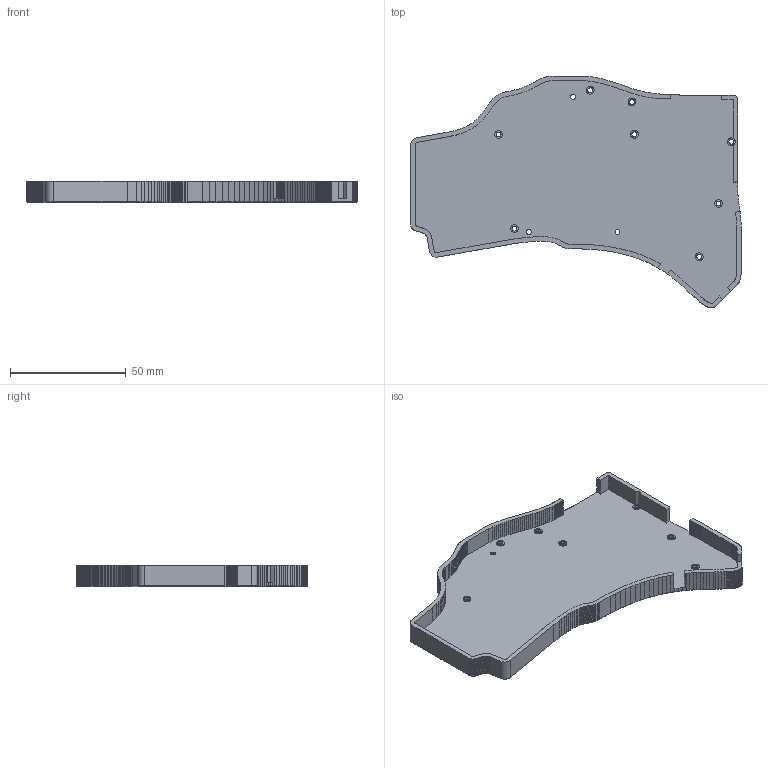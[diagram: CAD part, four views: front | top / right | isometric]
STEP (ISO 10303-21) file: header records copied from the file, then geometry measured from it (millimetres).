
FILE_DESCRIPTION(/* description */ (''),/* implementation_level */ '2;1');
FILE_NAME(/* name */ 'HillSideViewCaseBottom.step',/* time_stamp */ '2024-08-17T21:23:25-07:00',/* author */ (''),/* organization */ (''),/* preprocessor_version */ 'ST-DEVELOPER v20',/* originating_system */ 'Autodesk Translation Framework v12.14.0.127',/* authorisation */ '');
FILE_SCHEMA (('AUTOMOTIVE_DESIGN { 1 0 10303 214 3 1 1 }'));
Length unit declared in the file: millimetre
Products named in the file (1): HillSideViewCaseBottom
Bounding box: 142.89 x 100.27 x 9.4 mm (x, y, z)
Volume: 25257.4 mm3; surface area: 26572 mm2
Topology: 1 solids, 1 shells, 1127 faces, 2958 edges, 1839 vertices
Faces by surface type: plane 1077, cylinder 36, cone 14
Full cylindrical faces by diameter (mm): 2.13 x11, 3.37 x7, 4.26 x11
Entity records: 33645 total; most frequent: CARTESIAN_POINT 5936, ORIENTED_EDGE 5916, DIRECTION 5354, EDGE_CURVE 2958, LINE 2814, VECTOR 2814, VERTEX_POINT 1839, AXIS2_PLACEMENT_3D 1270
